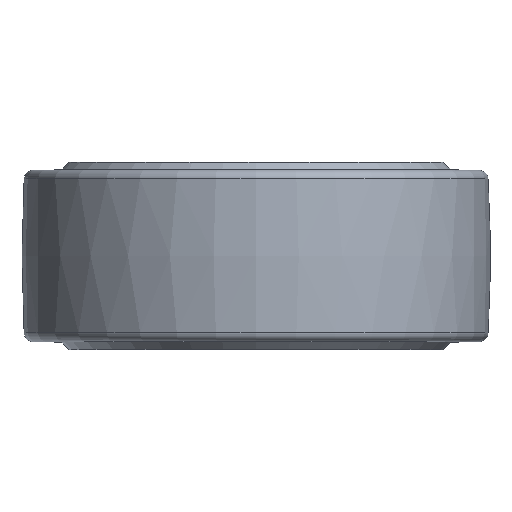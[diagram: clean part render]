
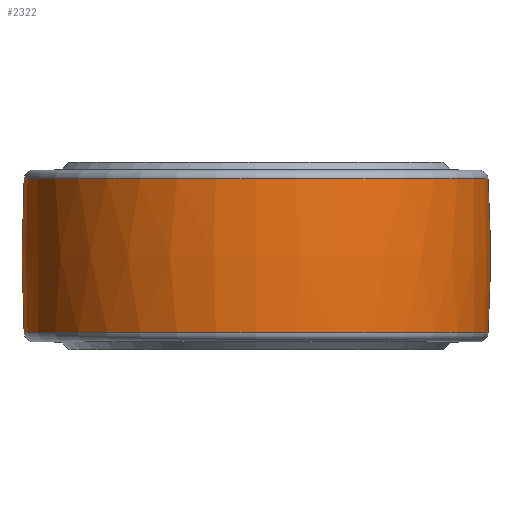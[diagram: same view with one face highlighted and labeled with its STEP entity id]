
A CAD part, top view. The second image highlights one B-rep face of the part: STEP entity #2322.
In plain terms, the highlighted free-form (B-spline) face has degree [2, 2] with [3, 9] control points.
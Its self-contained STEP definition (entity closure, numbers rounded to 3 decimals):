
#263=(
BOUNDED_SURFACE()
B_SPLINE_SURFACE(2,2,((#3947,#3948,#3949,#3950,#3951,#3952,#3953,#3954,
#3955),(#3956,#3957,#3958,#3959,#3960,#3961,#3962,#3963,#3964),(#3965,#3966,
#3967,#3968,#3969,#3970,#3971,#3972,#3973)),.UNSPECIFIED.,.F.,.T.,.F.)
B_SPLINE_SURFACE_WITH_KNOTS((3,3),(3,2,2,2,3),(-0.054,0.054),
(-3.142,-1.571,0.,1.571,3.142),
 .UNSPECIFIED.)
GEOMETRIC_REPRESENTATION_ITEM()
RATIONAL_B_SPLINE_SURFACE(((1.,0.707,1.,0.707,1.,
0.707,1.,0.707,1.),(0.999,0.706,
0.999,0.706,0.999,0.706,
0.999,0.706,0.999),(1.,0.707,
1.,0.707,1.,0.707,1.,0.707,1.)))
REPRESENTATION_ITEM('')
SURFACE()
);
#340=FACE_OUTER_BOUND('',#518,.T.);
#518=EDGE_LOOP('',(#1681,#1682,#1683,#1684));
#916=CIRCLE('',#2565,148.662);
#919=CIRCLE('',#2568,148.662);
#920=CIRCLE('',#2569,910.);
#1133=VERTEX_POINT('',#3942);
#1135=VERTEX_POINT('',#3974);
#1362=EDGE_CURVE('',#1133,#1133,#916,.T.);
#1365=EDGE_CURVE('',#1135,#1135,#919,.T.);
#1366=EDGE_CURVE('',#1135,#1133,#920,.T.);
#1681=ORIENTED_EDGE('',*,*,#1365,.F.);
#1682=ORIENTED_EDGE('',*,*,#1366,.T.);
#1683=ORIENTED_EDGE('',*,*,#1362,.T.);
#1684=ORIENTED_EDGE('',*,*,#1366,.F.);
#2322=ADVANCED_FACE('',(#340),#263,.F.);
#2565=AXIS2_PLACEMENT_3D('',#3943,#3015,#3016);
#2568=AXIS2_PLACEMENT_3D('',#3975,#3021,#3022);
#2569=AXIS2_PLACEMENT_3D('',#3976,#3023,#3024);
#3015=DIRECTION('center_axis',(0.,1.,0.));
#3016=DIRECTION('ref_axis',(-1.,0.,0.));
#3021=DIRECTION('center_axis',(0.,1.,0.));
#3022=DIRECTION('ref_axis',(-1.,0.,0.));
#3023=DIRECTION('center_axis',(0.,0.,
-1.));
#3024=DIRECTION('ref_axis',(1.,0.,0.));
#3942=CARTESIAN_POINT('',(148.662,-49.325,0.));
#3943=CARTESIAN_POINT('Origin',(0.,-49.325,0.));
#3947=CARTESIAN_POINT('Ctrl Pts',(148.662,-49.325,0.));
#3948=CARTESIAN_POINT('Ctrl Pts',(148.662,-49.325,-148.662));
#3949=CARTESIAN_POINT('Ctrl Pts',(0.,-49.325,
-148.662));
#3950=CARTESIAN_POINT('Ctrl Pts',(-148.662,-49.325,-148.662));
#3951=CARTESIAN_POINT('Ctrl Pts',(-148.662,-49.325,0.));
#3952=CARTESIAN_POINT('Ctrl Pts',(-148.662,-49.325,148.662));
#3953=CARTESIAN_POINT('Ctrl Pts',(0.,-49.325,
148.662));
#3954=CARTESIAN_POINT('Ctrl Pts',(148.662,-49.325,148.662));
#3955=CARTESIAN_POINT('Ctrl Pts',(148.662,-49.325,0.));
#3956=CARTESIAN_POINT('Ctrl Pts',(151.34,0.,
0.));
#3957=CARTESIAN_POINT('Ctrl Pts',(151.34,0.,
-151.34));
#3958=CARTESIAN_POINT('Ctrl Pts',(0.,0.,
-151.34));
#3959=CARTESIAN_POINT('Ctrl Pts',(-151.34,0.,
-151.34));
#3960=CARTESIAN_POINT('Ctrl Pts',(-151.34,0.,
0.));
#3961=CARTESIAN_POINT('Ctrl Pts',(-151.34,0.,
151.34));
#3962=CARTESIAN_POINT('Ctrl Pts',(0.,0.,
151.34));
#3963=CARTESIAN_POINT('Ctrl Pts',(151.34,0.,
151.34));
#3964=CARTESIAN_POINT('Ctrl Pts',(151.34,0.,
0.));
#3965=CARTESIAN_POINT('Ctrl Pts',(148.662,49.325,0.));
#3966=CARTESIAN_POINT('Ctrl Pts',(148.662,49.325,-148.662));
#3967=CARTESIAN_POINT('Ctrl Pts',(0.,49.325,
-148.662));
#3968=CARTESIAN_POINT('Ctrl Pts',(-148.662,49.325,-148.662));
#3969=CARTESIAN_POINT('Ctrl Pts',(-148.662,49.325,0.));
#3970=CARTESIAN_POINT('Ctrl Pts',(-148.662,49.325,148.662));
#3971=CARTESIAN_POINT('Ctrl Pts',(0.,49.325,
148.662));
#3972=CARTESIAN_POINT('Ctrl Pts',(148.662,49.325,148.662));
#3973=CARTESIAN_POINT('Ctrl Pts',(148.662,49.325,0.));
#3974=CARTESIAN_POINT('',(148.662,49.325,0.));
#3975=CARTESIAN_POINT('Origin',(0.,49.325,0.));
#3976=CARTESIAN_POINT('Origin',(-760.,0.,0.));
